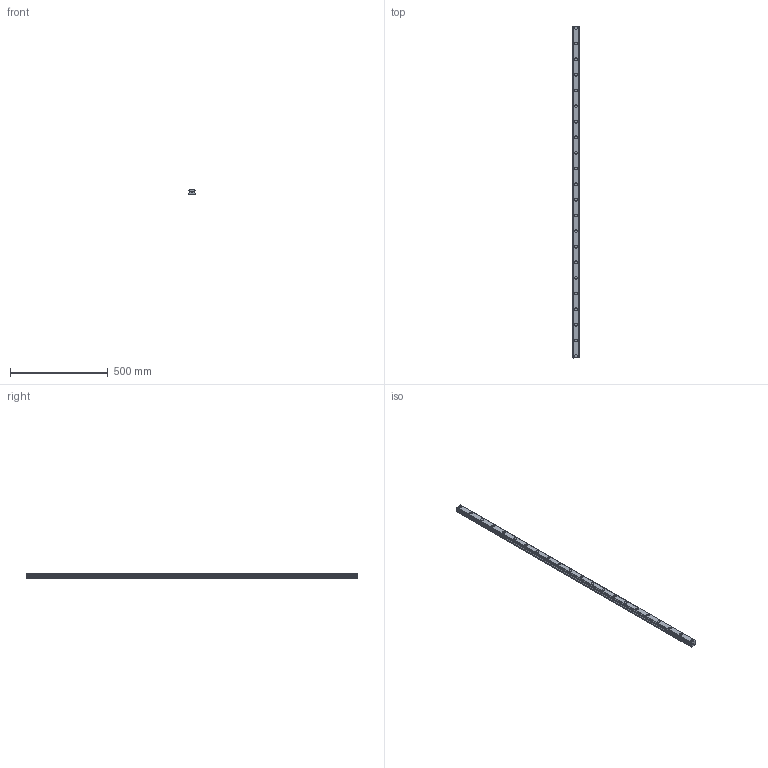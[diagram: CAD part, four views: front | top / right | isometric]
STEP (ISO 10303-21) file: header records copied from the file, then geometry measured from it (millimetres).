
FILE_DESCRIPTION(('STEP AP214'),'1');
FILE_NAME('cctmp_C0567A4B-94EC-4BC3-B617-6887FD71308B_2021_02_12_13_24_40_0712..stp','2021-02-12T12:24:40',('HIWIN GmbH'),('CADClick - www.CADClick.com'),'Spatial InterOp 3D',' ','unknown authorization');
FILE_SCHEMA(('AUTOMOTIVE_DESIGN'));
Length unit declared in the file: millimetre
Products named in the file (1): EGR35R1700C_FILE
Bounding box: 34 x 1700 x 27.5 mm (x, y, z)
Volume: 1336625.4 mm3; surface area: 239765.1 mm2
Topology: 1 solids, 1 shells, 305 faces, 699 edges, 466 vertices
Faces by surface type: plane 155, cylinder 150
Entity records: 11177 total; most frequent: DIRECTION 1611, CARTESIAN_POINT 1471, ORIENTED_EDGE 1398, EDGE_CURVE 699, AXIS2_PLACEMENT_3D 606, VERTEX_POINT 466, LINE 399, VECTOR 399
